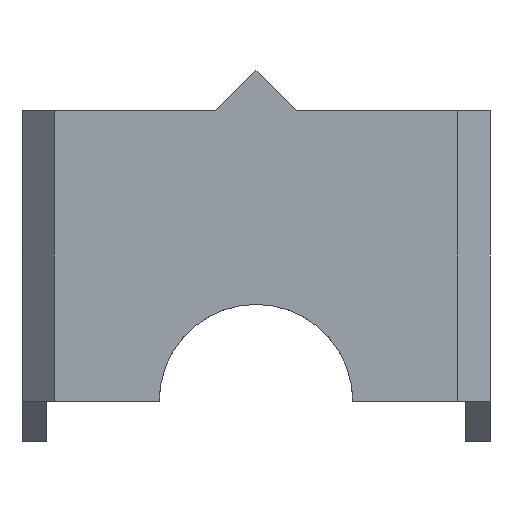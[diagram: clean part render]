
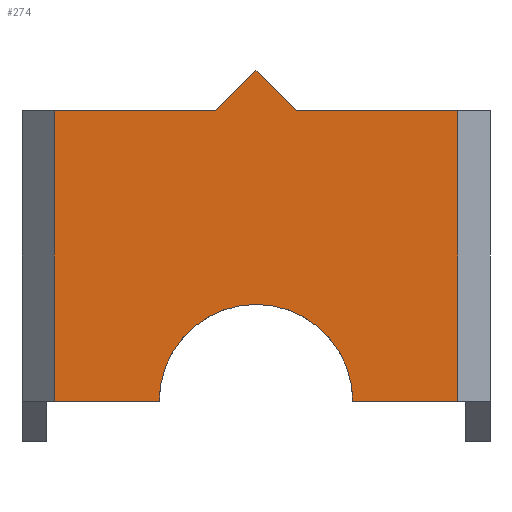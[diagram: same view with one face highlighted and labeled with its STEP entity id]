
A CAD part, left-side view. The second image highlights one B-rep face of the part: STEP entity #274.
In plain terms, the highlighted planar face has unit normal (-1, 0, 0).
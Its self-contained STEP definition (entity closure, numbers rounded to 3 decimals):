
#143=CARTESIAN_POINT('',(-14.5,6.,0.0));
#144=VERTEX_POINT('',#143);
#186=CARTESIAN_POINT('',(-14.5,-6.,0.0));
#187=VERTEX_POINT('',#186);
#194=CARTESIAN_POINT('',(-14.5,0.,0.0));
#195=DIRECTION('',(1.0,0.0,0.0));
#196=DIRECTION('',(0.0,0.0,-1.0));
#197=AXIS2_PLACEMENT_3D('',#194,#195,#196);
#198=CIRCLE('',#197,6.);
#199=EDGE_CURVE('',#144,#187,#198,.T.);
#204=CARTESIAN_POINT('',(-14.5,-14.5,0.0));
#205=DIRECTION('',(-1.0,0.0,0.0));
#206=DIRECTION('',(0.0,0.0,1.0));
#207=AXIS2_PLACEMENT_3D('',#204,#205,#206);
#208=PLANE('',#207);
#209=ORIENTED_EDGE('',*,*,#199,.T.);
#210=CARTESIAN_POINT('',(-14.5,-12.5,0.0));
#211=VERTEX_POINT('',#210);
#212=CARTESIAN_POINT('',(-14.5,-12.5,0.0));
#213=DIRECTION('',(0.0,1.0,0.0));
#214=VECTOR('',#213,6.5);
#215=LINE('',#212,#214);
#216=EDGE_CURVE('',#211,#187,#215,.T.);
#217=ORIENTED_EDGE('',*,*,#216,.F.);
#218=CARTESIAN_POINT('',(-14.5,-12.5,18.0));
#219=VERTEX_POINT('',#218);
#220=CARTESIAN_POINT('',(-14.5,-12.5,18.0));
#221=DIRECTION('',(0.0,0.0,-1.0));
#222=VECTOR('',#221,18.0);
#223=LINE('',#220,#222);
#224=EDGE_CURVE('',#219,#211,#223,.T.);
#225=ORIENTED_EDGE('',*,*,#224,.F.);
#226=CARTESIAN_POINT('',(-14.5,-2.5,18.0));
#227=VERTEX_POINT('',#226);
#228=CARTESIAN_POINT('',(-14.5,-12.5,18.0));
#229=DIRECTION('',(0.0,1.0,0.0));
#230=VECTOR('',#229,10.);
#231=LINE('',#228,#230);
#232=EDGE_CURVE('',#219,#227,#231,.T.);
#233=ORIENTED_EDGE('',*,*,#232,.T.);
#234=CARTESIAN_POINT('',(-14.5,0.,20.5));
#235=VERTEX_POINT('',#234);
#236=CARTESIAN_POINT('',(-14.5,0.,20.5));
#237=DIRECTION('',(0.0,-0.707,-0.707));
#238=VECTOR('',#237,3.536);
#239=LINE('',#236,#238);
#240=EDGE_CURVE('',#235,#227,#239,.T.);
#241=ORIENTED_EDGE('',*,*,#240,.F.);
#242=CARTESIAN_POINT('',(-14.5,2.5,18.0));
#243=VERTEX_POINT('',#242);
#244=CARTESIAN_POINT('',(-14.5,2.5,18.0));
#245=DIRECTION('',(0.0,-0.707,0.707));
#246=VECTOR('',#245,3.536);
#247=LINE('',#244,#246);
#248=EDGE_CURVE('',#243,#235,#247,.T.);
#249=ORIENTED_EDGE('',*,*,#248,.F.);
#250=CARTESIAN_POINT('',(-14.5,12.5,18.0));
#251=VERTEX_POINT('',#250);
#252=CARTESIAN_POINT('',(-14.5,2.5,18.0));
#253=DIRECTION('',(0.0,1.0,0.0));
#254=VECTOR('',#253,10.0);
#255=LINE('',#252,#254);
#256=EDGE_CURVE('',#243,#251,#255,.T.);
#257=ORIENTED_EDGE('',*,*,#256,.T.);
#258=CARTESIAN_POINT('',(-14.5,12.5,0.0));
#259=VERTEX_POINT('',#258);
#260=CARTESIAN_POINT('',(-14.5,12.5,0.0));
#261=DIRECTION('',(0.0,0.0,1.0));
#262=VECTOR('',#261,18.0);
#263=LINE('',#260,#262);
#264=EDGE_CURVE('',#259,#251,#263,.T.);
#265=ORIENTED_EDGE('',*,*,#264,.F.);
#266=CARTESIAN_POINT('',(-14.5,6.0,0.0));
#267=DIRECTION('',(0.0,1.0,0.0));
#268=VECTOR('',#267,6.5);
#269=LINE('',#266,#268);
#270=EDGE_CURVE('',#144,#259,#269,.T.);
#271=ORIENTED_EDGE('',*,*,#270,.F.);
#272=EDGE_LOOP('',(#209,#217,#225,#233,#241,#249,#257,#265,#271));
#273=FACE_OUTER_BOUND('',#272,.T.);
#274=ADVANCED_FACE('',(#273),#208,.T.);
